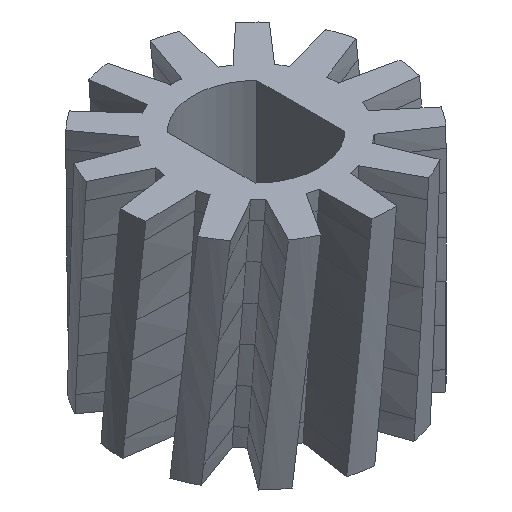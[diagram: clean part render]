
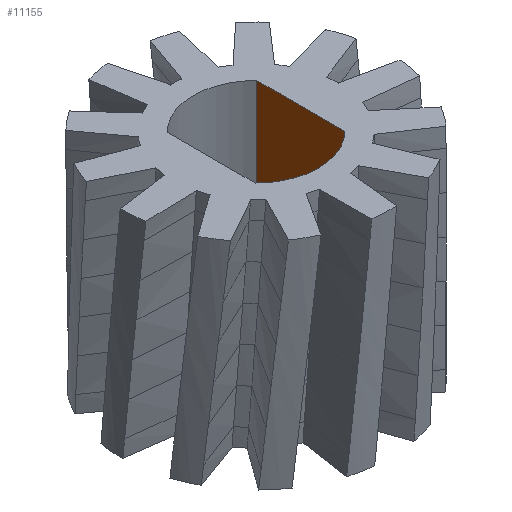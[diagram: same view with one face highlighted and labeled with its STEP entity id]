
A CAD part, isometric view. The second image highlights one B-rep face of the part: STEP entity #11155.
In plain terms, the highlighted planar face has unit normal (-1, 0, 0).
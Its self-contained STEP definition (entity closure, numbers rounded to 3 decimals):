
#45 = PLANE('',#46);
#46 = AXIS2_PLACEMENT_3D('',#47,#48,#49);
#47 = CARTESIAN_POINT('',(0.,0.,3.));
#48 = DIRECTION('',(0.,0.,1.));
#49 = DIRECTION('',(1.,0.,0.));
#312 = PLANE('',#313);
#313 = AXIS2_PLACEMENT_3D('',#314,#315,#316);
#314 = CARTESIAN_POINT('',(0.,0.,-3.));
#315 = DIRECTION('',(0.,0.,1.));
#316 = DIRECTION('',(1.,0.,0.));
#1878 = VERTEX_POINT('',#1879);
#1879 = CARTESIAN_POINT('',(1.25,1.225,3.));
#1896 = CYLINDRICAL_SURFACE('',#1897,1.75);
#1897 = AXIS2_PLACEMENT_3D('',#1898,#1899,#1900);
#1898 = CARTESIAN_POINT('',(0.,0.,-3.5));
#1899 = DIRECTION('',(0.,0.,1.));
#1900 = DIRECTION('',(1.,0.,0.));
#1908 = EDGE_CURVE('',#1909,#1878,#1911,.T.);
#1909 = VERTEX_POINT('',#1910);
#1910 = CARTESIAN_POINT('',(1.25,-1.225,3.));
#1911 = SURFACE_CURVE('',#1912,(#1916,#1923),.PCURVE_S1.);
#1912 = LINE('',#1913,#1914);
#1913 = CARTESIAN_POINT('',(1.25,-1.225,3.));
#1914 = VECTOR('',#1915,1.);
#1915 = DIRECTION('',(0.,1.,0.));
#1916 = PCURVE('',#45,#1917);
#1917 = DEFINITIONAL_REPRESENTATION('',(#1918),#1922);
#1918 = LINE('',#1919,#1920);
#1919 = CARTESIAN_POINT('',(1.25,-1.225));
#1920 = VECTOR('',#1921,1.);
#1921 = DIRECTION('',(0.,1.));
#1922 = ( GEOMETRIC_REPRESENTATION_CONTEXT(2) 
PARAMETRIC_REPRESENTATION_CONTEXT() REPRESENTATION_CONTEXT('2D SPACE',''
  ) );
#1923 = PCURVE('',#1924,#1929);
#1924 = PLANE('',#1925);
#1925 = AXIS2_PLACEMENT_3D('',#1926,#1927,#1928);
#1926 = CARTESIAN_POINT('',(1.25,-1.225,-3.));
#1927 = DIRECTION('',(1.,0.,0.));
#1928 = DIRECTION('',(0.,0.,1.));
#1929 = DEFINITIONAL_REPRESENTATION('',(#1930),#1934);
#1930 = LINE('',#1931,#1932);
#1931 = CARTESIAN_POINT('',(6.,0.));
#1932 = VECTOR('',#1933,1.);
#1933 = DIRECTION('',(0.,-1.));
#1934 = ( GEOMETRIC_REPRESENTATION_CONTEXT(2) 
PARAMETRIC_REPRESENTATION_CONTEXT() REPRESENTATION_CONTEXT('2D SPACE',''
  ) );
#1953 = CYLINDRICAL_SURFACE('',#1954,1.75);
#1954 = AXIS2_PLACEMENT_3D('',#1955,#1956,#1957);
#1955 = CARTESIAN_POINT('',(0.,0.,-3.5));
#1956 = DIRECTION('',(0.,0.,1.));
#1957 = DIRECTION('',(1.,0.,0.));
#3588 = VERTEX_POINT('',#3589);
#3589 = CARTESIAN_POINT('',(1.25,1.225,-3.));
#3613 = EDGE_CURVE('',#3614,#3588,#3616,.T.);
#3614 = VERTEX_POINT('',#3615);
#3615 = CARTESIAN_POINT('',(1.25,-1.225,-3.));
#3616 = SURFACE_CURVE('',#3617,(#3621,#3628),.PCURVE_S1.);
#3617 = LINE('',#3618,#3619);
#3618 = CARTESIAN_POINT('',(1.25,-1.225,-3.));
#3619 = VECTOR('',#3620,1.);
#3620 = DIRECTION('',(0.,1.,0.));
#3621 = PCURVE('',#312,#3622);
#3622 = DEFINITIONAL_REPRESENTATION('',(#3623),#3627);
#3623 = LINE('',#3624,#3625);
#3624 = CARTESIAN_POINT('',(1.25,-1.225));
#3625 = VECTOR('',#3626,1.);
#3626 = DIRECTION('',(0.,1.));
#3627 = ( GEOMETRIC_REPRESENTATION_CONTEXT(2) 
PARAMETRIC_REPRESENTATION_CONTEXT() REPRESENTATION_CONTEXT('2D SPACE',''
  ) );
#3628 = PCURVE('',#1924,#3629);
#3629 = DEFINITIONAL_REPRESENTATION('',(#3630),#3634);
#3630 = LINE('',#3631,#3632);
#3631 = CARTESIAN_POINT('',(0.,0.));
#3632 = VECTOR('',#3633,1.);
#3633 = DIRECTION('',(0.,-1.));
#3634 = ( GEOMETRIC_REPRESENTATION_CONTEXT(2) 
PARAMETRIC_REPRESENTATION_CONTEXT() REPRESENTATION_CONTEXT('2D SPACE',''
  ) );
#11066 = EDGE_CURVE('',#3588,#1878,#11067,.T.);
#11067 = SURFACE_CURVE('',#11068,(#11072,#11079),.PCURVE_S1.);
#11068 = LINE('',#11069,#11070);
#11069 = CARTESIAN_POINT('',(1.25,1.225,-3.));
#11070 = VECTOR('',#11071,1.);
#11071 = DIRECTION('',(0.,0.,1.));
#11072 = PCURVE('',#1896,#11073);
#11073 = DEFINITIONAL_REPRESENTATION('',(#11074),#11078);
#11074 = LINE('',#11075,#11076);
#11075 = CARTESIAN_POINT('',(0.775,0.5));
#11076 = VECTOR('',#11077,1.);
#11077 = DIRECTION('',(0.,1.));
#11078 = ( GEOMETRIC_REPRESENTATION_CONTEXT(2) 
PARAMETRIC_REPRESENTATION_CONTEXT() REPRESENTATION_CONTEXT('2D SPACE',''
  ) );
#11079 = PCURVE('',#1924,#11080);
#11080 = DEFINITIONAL_REPRESENTATION('',(#11081),#11085);
#11081 = LINE('',#11082,#11083);
#11082 = CARTESIAN_POINT('',(0.,-2.449));
#11083 = VECTOR('',#11084,1.);
#11084 = DIRECTION('',(1.,0.));
#11085 = ( GEOMETRIC_REPRESENTATION_CONTEXT(2) 
PARAMETRIC_REPRESENTATION_CONTEXT() REPRESENTATION_CONTEXT('2D SPACE',''
  ) );
#11135 = EDGE_CURVE('',#3614,#1909,#11136,.T.);
#11136 = SURFACE_CURVE('',#11137,(#11141,#11148),.PCURVE_S1.);
#11137 = LINE('',#11138,#11139);
#11138 = CARTESIAN_POINT('',(1.25,-1.225,-3.));
#11139 = VECTOR('',#11140,1.);
#11140 = DIRECTION('',(0.,0.,1.));
#11141 = PCURVE('',#1953,#11142);
#11142 = DEFINITIONAL_REPRESENTATION('',(#11143),#11147);
#11143 = LINE('',#11144,#11145);
#11144 = CARTESIAN_POINT('',(5.508,0.5));
#11145 = VECTOR('',#11146,1.);
#11146 = DIRECTION('',(0.,1.));
#11147 = ( GEOMETRIC_REPRESENTATION_CONTEXT(2) 
PARAMETRIC_REPRESENTATION_CONTEXT() REPRESENTATION_CONTEXT('2D SPACE',''
  ) );
#11148 = PCURVE('',#1924,#11149);
#11149 = DEFINITIONAL_REPRESENTATION('',(#11150),#11154);
#11150 = LINE('',#11151,#11152);
#11151 = CARTESIAN_POINT('',(0.,0.));
#11152 = VECTOR('',#11153,1.);
#11153 = DIRECTION('',(1.,0.));
#11154 = ( GEOMETRIC_REPRESENTATION_CONTEXT(2) 
PARAMETRIC_REPRESENTATION_CONTEXT() REPRESENTATION_CONTEXT('2D SPACE',''
  ) );
#11155 = ADVANCED_FACE('',(#11156),#1924,.F.);
#11156 = FACE_BOUND('',#11157,.F.);
#11157 = EDGE_LOOP('',(#11158,#11159,#11160,#11161));
#11158 = ORIENTED_EDGE('',*,*,#11135,.F.);
#11159 = ORIENTED_EDGE('',*,*,#3613,.T.);
#11160 = ORIENTED_EDGE('',*,*,#11066,.T.);
#11161 = ORIENTED_EDGE('',*,*,#1908,.F.);
